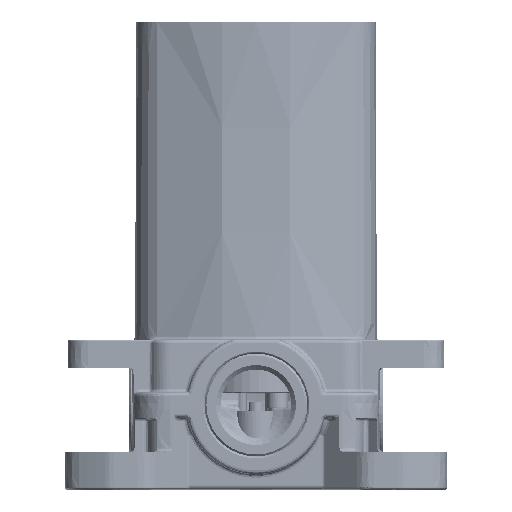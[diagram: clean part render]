
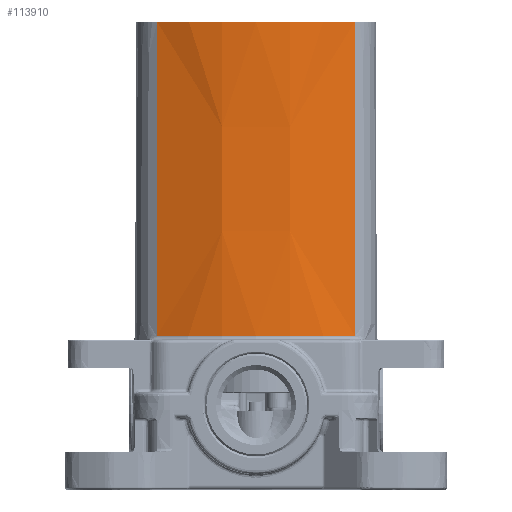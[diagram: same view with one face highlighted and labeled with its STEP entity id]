
A CAD part, top view. The second image highlights one B-rep face of the part: STEP entity #113910.
In plain terms, the highlighted conical face has half-angle 0.25 degrees and reference radius 60 mm.
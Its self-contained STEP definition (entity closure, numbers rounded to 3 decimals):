
#111629=CARTESIAN_POINT('Vertex',(-26.4,102.5,77.88)) ;
#111632=CARTESIAN_POINT('Axis2P3D Location',(0.,102.5,24.)) ;
#111636=CARTESIAN_POINT('Vertex',(0.,102.5,84.)) ;
#111639=CARTESIAN_POINT('Axis2P3D Location',(0.,102.5,24.)) ;
#111643=CARTESIAN_POINT('Vertex',(26.4,102.5,77.88)) ;
#113286=CARTESIAN_POINT('Axis2P3D Location',(0.,102.5,24.)) ;
#113867=CARTESIAN_POINT('Vertex',(-26.561,18.496,78.209)) ;
#113870=CARTESIAN_POINT('Line Origine',(-4823.84,-2498727.793,9868.995)) ;
#113891=CARTESIAN_POINT('Axis2P3D Location',(0.,18.496,24.)) ;
#113895=CARTESIAN_POINT('Vertex',(26.561,18.496,78.209)) ;
#113898=CARTESIAN_POINT('Line Origine',(4812.84,-2492998.252,9846.545)) ;
#113872=VECTOR('Line Direction',#113871,1.) ;
#113900=VECTOR('Line Direction',#113899,1.) ;
#111633=DIRECTION('Axis2P3D Direction',(0.,1.,-0.)) ;
#111640=DIRECTION('Axis2P3D Direction',(0.,1.,-0.)) ;
#113287=DIRECTION('Axis2P3D Direction',(-0.,-1.,-0.)) ;
#113288=DIRECTION('Axis2P3D XDirection',(-0.572,0.,-0.82)) ;
#113871=DIRECTION('Vector Direction',(-0.002,-1.,0.004)) ;
#113892=DIRECTION('Axis2P3D Direction',(0.,-1.,0.)) ;
#113899=DIRECTION('Vector Direction',(0.002,-1.,0.004)) ;
#111634=AXIS2_PLACEMENT_3D('Circle Axis2P3D',#111632,#111633,$) ;
#111641=AXIS2_PLACEMENT_3D('Circle Axis2P3D',#111639,#111640,$) ;
#113289=AXIS2_PLACEMENT_3D('Cone Axis2P3D',#113286,#113287,#113288) ;
#113893=AXIS2_PLACEMENT_3D('Circle Axis2P3D',#113891,#113892,$) ;
#113873=LINE('Line',#113870,#113872) ;
#113901=LINE('Line',#113898,#113900) ;
#111635=CIRCLE('generated circle',#111634,60.) ;
#111642=CIRCLE('generated circle',#111641,60.) ;
#113894=CIRCLE('generated circle',#113893,60.367) ;
#113290=CONICAL_SURFACE('Cone',#113289,60.,0.004) ;
#111638=EDGE_CURVE('',#111637,#111630,#111635,.F.) ;
#111645=EDGE_CURVE('',#111637,#111644,#111642,.T.) ;
#113874=EDGE_CURVE('',#113868,#111630,#113873,.F.) ;
#113897=EDGE_CURVE('',#113896,#113868,#113894,.T.) ;
#113902=EDGE_CURVE('',#113896,#111644,#113901,.F.) ;
#113904=ORIENTED_EDGE('',*,*,#113897,.F.) ;
#113905=ORIENTED_EDGE('',*,*,#113902,.T.) ;
#113906=ORIENTED_EDGE('',*,*,#111645,.F.) ;
#113907=ORIENTED_EDGE('',*,*,#111638,.T.) ;
#113908=ORIENTED_EDGE('',*,*,#113874,.F.) ;
#113903=EDGE_LOOP('',(#113904,#113905,#113906,#113907,#113908)) ;
#111630=VERTEX_POINT('',#111629) ;
#111637=VERTEX_POINT('',#111636) ;
#111644=VERTEX_POINT('',#111643) ;
#113868=VERTEX_POINT('',#113867) ;
#113896=VERTEX_POINT('',#113895) ;
#113910=ADVANCED_FACE('PR.0518.39.1\\P53015.1\\PartBody',(#113909),#113290,.T.) ;
#113909=FACE_OUTER_BOUND('',#113903,.T.) ;
